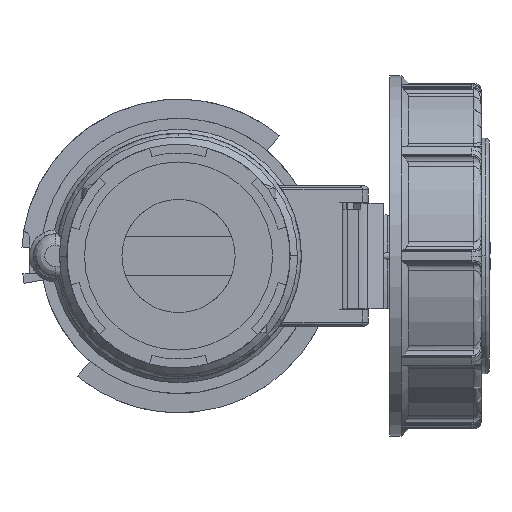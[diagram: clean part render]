
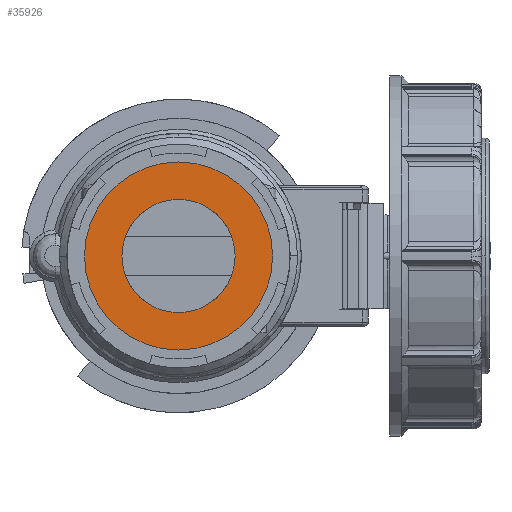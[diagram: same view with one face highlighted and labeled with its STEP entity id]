
A CAD part, left-side view. The second image highlights one B-rep face of the part: STEP entity #35926.
In plain terms, the highlighted planar face has unit normal (-1, 0, 0).
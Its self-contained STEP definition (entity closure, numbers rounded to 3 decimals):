
#261 = ORIENTED_EDGE ( 'NONE', *, *, #28185, .F. ) ;
#306 = DIRECTION ( 'NONE',  ( 0., 0., 1. ) ) ;
#532 = AXIS2_PLACEMENT_3D ( 'NONE', #14206, #19447, #17306 ) ;
#2164 = FACE_OUTER_BOUND ( 'NONE', #18754, .T. ) ;
#2504 = CARTESIAN_POINT ( 'NONE',  ( -32.7, 0., 0. ) ) ;
#5489 = CIRCLE ( 'NONE', #532, 14.75 ) ;
#5648 = CARTESIAN_POINT ( 'NONE',  ( -32.7, 0., 0. ) ) ;
#9111 = DIRECTION ( 'NONE',  ( -1., 0., 0. ) ) ;
#9124 = EDGE_CURVE ( 'NONE', #35218, #17830, #17727, .T. ) ;
#9472 = CARTESIAN_POINT ( 'NONE',  ( -32.7, 0., 14.75 ) ) ;
#9663 = AXIS2_PLACEMENT_3D ( 'NONE', #2504, #20694, #26719 ) ;
#11407 = AXIS2_PLACEMENT_3D ( 'NONE', #5648, #9111, #26761 ) ;
#12254 = EDGE_CURVE ( 'NONE', #17830, #35218, #28132, .T. ) ;
#12977 = VERTEX_POINT ( 'NONE', #18483 ) ;
#13983 = PLANE ( 'NONE',  #21013 ) ;
#14186 = CARTESIAN_POINT ( 'NONE',  ( -32.7, -11.972, 0. ) ) ;
#14206 = CARTESIAN_POINT ( 'NONE',  ( -32.7, 0., 0. ) ) ;
#14474 = CARTESIAN_POINT ( 'NONE',  ( -32.7, 0., 0. ) ) ;
#15130 = CARTESIAN_POINT ( 'NONE',  ( -32.7, 0., -24.52 ) ) ;
#16188 = ORIENTED_EDGE ( 'NONE', *, *, #19920, .F. ) ;
#16894 = FACE_BOUND ( 'NONE', #30554, .T. ) ;
#17306 = DIRECTION ( 'NONE',  ( 0., 0., 1. ) ) ;
#17727 = CIRCLE ( 'NONE', #9663, 24.52 ) ;
#17830 = VERTEX_POINT ( 'NONE', #31592 ) ;
#18483 = CARTESIAN_POINT ( 'NONE',  ( -32.7, 0., -14.75 ) ) ;
#18754 = EDGE_LOOP ( 'NONE', ( #30575, #24853 ) ) ;
#19447 = DIRECTION ( 'NONE',  ( -1., 0., 0. ) ) ;
#19691 = AXIS2_PLACEMENT_3D ( 'NONE', #14474, #26107, #306 ) ;
#19920 = EDGE_CURVE ( 'NONE', #37997, #12977, #5489, .T. ) ;
#20314 = CIRCLE ( 'NONE', #19691, 14.75 ) ;
#20383 = DIRECTION ( 'NONE',  ( 0., 0., 1. ) ) ;
#20694 = DIRECTION ( 'NONE',  ( -1., 0., 0. ) ) ;
#21013 = AXIS2_PLACEMENT_3D ( 'NONE', #14186, #26375, #20383 ) ;
#24853 = ORIENTED_EDGE ( 'NONE', *, *, #9124, .T. ) ;
#26107 = DIRECTION ( 'NONE',  ( -1., 0., 0. ) ) ;
#26375 = DIRECTION ( 'NONE',  ( 1., 0., 0. ) ) ;
#26719 = DIRECTION ( 'NONE',  ( 0., 0., -1. ) ) ;
#26761 = DIRECTION ( 'NONE',  ( 0., 0., -1. ) ) ;
#28132 = CIRCLE ( 'NONE', #11407, 24.52 ) ;
#28185 = EDGE_CURVE ( 'NONE', #12977, #37997, #20314, .T. ) ;
#30554 = EDGE_LOOP ( 'NONE', ( #16188, #261 ) ) ;
#30575 = ORIENTED_EDGE ( 'NONE', *, *, #12254, .T. ) ;
#31592 = CARTESIAN_POINT ( 'NONE',  ( -32.7, 0., 24.52 ) ) ;
#35218 = VERTEX_POINT ( 'NONE', #15130 ) ;
#35926 = ADVANCED_FACE ( 'NONE', ( #16894, #2164 ), #13983, .F. ) ;
#37997 = VERTEX_POINT ( 'NONE', #9472 ) ;
